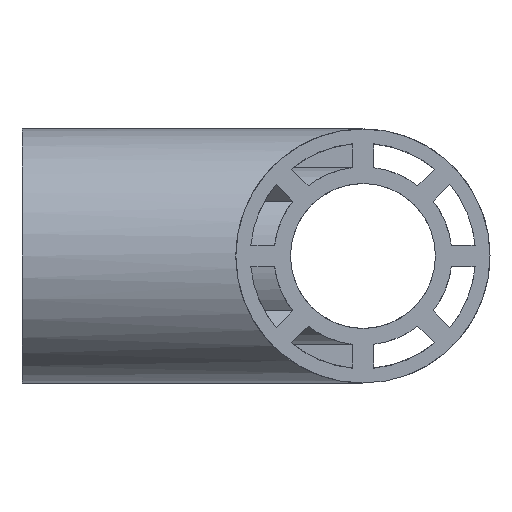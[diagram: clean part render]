
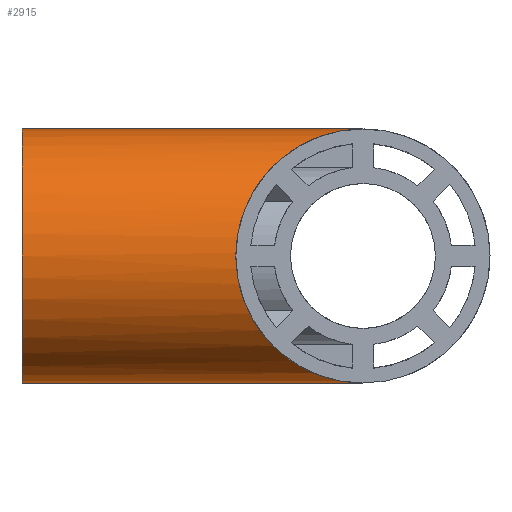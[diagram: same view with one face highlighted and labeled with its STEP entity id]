
A CAD part, left-side view. The second image highlights one B-rep face of the part: STEP entity #2915.
In plain terms, the highlighted cylindrical face has radius 44.958 mm (diameter 89.916 mm), a partial arc.
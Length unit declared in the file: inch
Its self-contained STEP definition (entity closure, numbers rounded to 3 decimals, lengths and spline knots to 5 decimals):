
#50 = VERTEX_POINT ( 'NONE', #2610 ) ;
#91 = CARTESIAN_POINT ( 'NONE',  ( 4.75222, 4.75, -1.77 ) ) ;
#128 = DIRECTION ( 'NONE',  ( 0., 0., 1. ) ) ;
#141 = VECTOR ( 'NONE', #3512, 39.37008 ) ;
#242 = CARTESIAN_POINT ( 'NONE',  ( 4.75222, 0., -1.77 ) ) ;
#483 = VERTEX_POINT ( 'NONE', #242 ) ;
#580 = CARTESIAN_POINT ( 'NONE',  ( 4.75222, 4.75, 1.77 ) ) ;
#687 = VECTOR ( 'NONE', #1613, 39.37008 ) ;
#1070 = VERTEX_POINT ( 'NONE', #91 ) ;
#1216 = AXIS2_PLACEMENT_3D ( 'NONE', #2184, #2056, #2211 ) ;
#1560 = EDGE_CURVE ( 'NONE', #1070, #2526, #1651, .T. ) ;
#1609 = CARTESIAN_POINT ( 'NONE',  ( 4.75222, 4.75, -1.77 ) ) ;
#1613 = DIRECTION ( 'NONE',  ( 0., -1., 0. ) ) ;
#1651 = CIRCLE ( 'NONE', #3732, 1.77 ) ;
#1893 = EDGE_CURVE ( 'NONE', #483, #50, #3424, .T. ) ;
#2056 = DIRECTION ( 'NONE',  ( 0., -1., 0. ) ) ;
#2184 = CARTESIAN_POINT ( 'NONE',  ( 4.75222, 4.75, 0. ) ) ;
#2211 = DIRECTION ( 'NONE',  ( 0., 0., -1. ) ) ;
#2212 = EDGE_CURVE ( 'NONE', #2526, #50, #3496, .T. ) ;
#2526 = VERTEX_POINT ( 'NONE', #580 ) ;
#2610 = CARTESIAN_POINT ( 'NONE',  ( 4.75222, 0., 1.77 ) ) ;
#2694 = ORIENTED_EDGE ( 'NONE', *, *, #3517, .T. ) ;
#2797 = ORIENTED_EDGE ( 'NONE', *, *, #1893, .T. ) ;
#2915 = ADVANCED_FACE ( 'NONE', ( #3273 ), #3901, .T. ) ;
#2967 = DIRECTION ( 'NONE',  ( 0., 1., 0. ) ) ;
#2994 = CARTESIAN_POINT ( 'NONE',  ( 4.75222, 4.75, 0. ) ) ;
#3204 = CARTESIAN_POINT ( 'NONE',  ( 4.75222, 0., 1.77 ) ) ;
#3230 = CARTESIAN_POINT ( 'NONE',  ( 1.21222, 3.54, 1.77 ) ) ;
#3261 = EDGE_LOOP ( 'NONE', ( #3594, #3356, #2694, #2797 ) ) ;
#3273 = FACE_OUTER_BOUND ( 'NONE', #3261, .T. ) ;
#3351 = CARTESIAN_POINT ( 'NONE',  ( 4.75222, 0., -1.77 ) ) ;
#3356 = ORIENTED_EDGE ( 'NONE', *, *, #1560, .F. ) ;
#3424 =( BOUNDED_CURVE ( )  B_SPLINE_CURVE ( 3, ( #3351, #3457, #3230, #3204 ),
 .UNSPECIFIED., .F., .T. ) 
 B_SPLINE_CURVE_WITH_KNOTS ( ( 4, 4 ),
 ( 4.71239, 7.85398 ),
 .UNSPECIFIED. ) 
 CURVE ( )  GEOMETRIC_REPRESENTATION_ITEM ( )  RATIONAL_B_SPLINE_CURVE ( ( 1., 0.333, 0.333, 1. ) ) 
 REPRESENTATION_ITEM ( '' )  );
#3457 = CARTESIAN_POINT ( 'NONE',  ( 1.21222, 3.54, -1.77 ) ) ;
#3496 = LINE ( 'NONE', #3524, #141 ) ;
#3512 = DIRECTION ( 'NONE',  ( 0., -1., 0. ) ) ;
#3517 = EDGE_CURVE ( 'NONE', #1070, #483, #3818, .T. ) ;
#3524 = CARTESIAN_POINT ( 'NONE',  ( 4.75222, 4.75, 1.77 ) ) ;
#3594 = ORIENTED_EDGE ( 'NONE', *, *, #2212, .F. ) ;
#3732 = AXIS2_PLACEMENT_3D ( 'NONE', #2994, #2967, #128 ) ;
#3818 = LINE ( 'NONE', #1609, #687 ) ;
#3901 = CYLINDRICAL_SURFACE ( 'NONE', #1216, 1.77 ) ;
